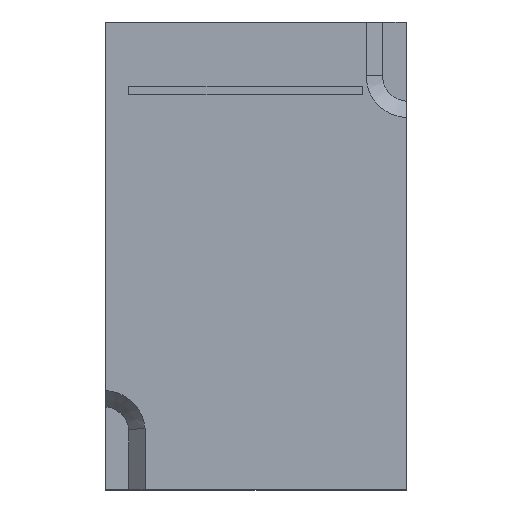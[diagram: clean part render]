
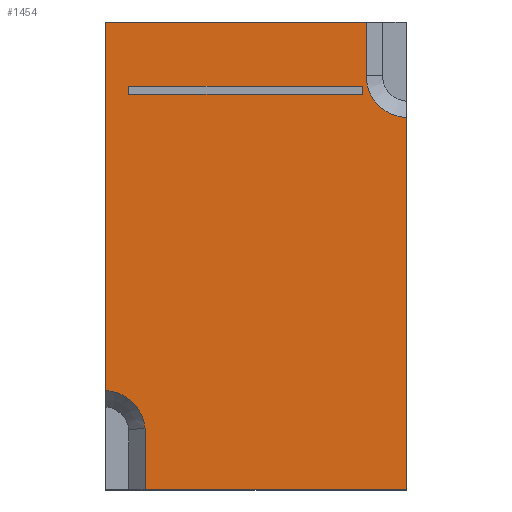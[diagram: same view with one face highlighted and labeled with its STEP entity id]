
A CAD part, top view. The second image highlights one B-rep face of the part: STEP entity #1454.
In plain terms, the highlighted planar face has unit normal (0, 0, 1).
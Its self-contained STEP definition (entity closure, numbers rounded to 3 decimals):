
#12=DIRECTION('',(0.,0.,1.));
#29=DIRECTION('',(0.,-1.,0.));
#35=VECTOR('',#36,1.);
#36=DIRECTION('',(-1.,0.,0.));
#60=VECTOR('',#29,1.);
#68=DIRECTION('',(0.,0.,-1.));
#77=DIRECTION('',(0.,1.,0.));
#115=VECTOR('',#116,1.);
#116=DIRECTION('',(1.,0.,0.));
#121=VECTOR('',#77,1.);
#161=VECTOR('',#162,1.);
#162=DIRECTION('',(0.,-1.,0.));
#168=VECTOR('',#169,1.);
#169=DIRECTION('',(-1.,0.,0.));
#175=VECTOR('',#176,1.);
#176=DIRECTION('',(0.,1.,0.));
#180=VECTOR('',#181,1.);
#181=DIRECTION('',(1.,0.,0.));
#424=DIRECTION('',(0.,0.,-1.));
#425=DIRECTION('',(-1.,0.,0.));
#468=VERTEX_POINT('',#469);
#469=CARTESIAN_POINT('',(-0.69,1.92,4.85));
#472=EDGE_CURVE('',#468,#473,#475,.T.);
#473=VERTEX_POINT('',#474);
#474=CARTESIAN_POINT('',(-0.69,-9.111,4.85));
#475=LINE('',#469,#161);
#487=EDGE_CURVE('',#488,#468,#490,.T.);
#488=VERTEX_POINT('',#489);
#489=CARTESIAN_POINT('',(7.11,1.92,4.85));
#490=LINE('',#491,#168);
#491=CARTESIAN_POINT('',(8.31,1.92,4.85));
#523=EDGE_CURVE('',#524,#526,#528,.T.);
#524=VERTEX_POINT('',#525);
#525=CARTESIAN_POINT('',(0.49,-12.08,4.85));
#526=VERTEX_POINT('',#527);
#527=CARTESIAN_POINT('',(8.31,-12.08,4.85));
#528=LINE('',#529,#180);
#529=CARTESIAN_POINT('',(-0.69,-12.08,4.85));
#574=EDGE_CURVE('',#526,#575,#577,.T.);
#575=VERTEX_POINT('',#576);
#576=CARTESIAN_POINT('',(8.31,-0.939,4.85));
#577=LINE('',#527,#175);
#1406=DIRECTION('',(0.08,0.997,0.));
#1420=DIRECTION('',(0.,-1.,0.));
#1423=CARTESIAN_POINT('',(-0.75,-10.353,4.85));
#1429=VERTEX_POINT('',#1430);
#1430=CARTESIAN_POINT('',(0.488,-10.242,4.85));
#1434=ORIENTED_EDGE('',*,*,#1435,.F.);
#1435=EDGE_CURVE('',#473,#1429,#1436,.T.);
#1436=CIRCLE('',#1437,1.243);
#1437=AXIS2_PLACEMENT_3D('',#1423,#68,#1406);
#1448=VECTOR('',#1420,1.);
#1454=ADVANCED_FACE('',(#1455,#1476),#1502,.F.);
#1455=FACE_BOUND('',#1456,.F.);
#1456=EDGE_LOOP('',(#1457,#1458,#1459,#1464,#1470,#1471,#1472,#1434));
#1457=ORIENTED_EDGE('',*,*,#472,.F.);
#1458=ORIENTED_EDGE('',*,*,#487,.F.);
#1459=ORIENTED_EDGE('',*,*,#1460,.T.);
#1460=EDGE_CURVE('',#488,#1461,#1463,.T.);
#1461=VERTEX_POINT('',#1462);
#1462=CARTESIAN_POINT('',(7.11,0.318,4.85));
#1463=LINE('',#489,#1448);
#1464=ORIENTED_EDGE('',*,*,#1465,.T.);
#1465=EDGE_CURVE('',#1461,#575,#1466,.T.);
#1466=CIRCLE('',#1467,1.24);
#1467=AXIS2_PLACEMENT_3D('',#1468,#12,#1469);
#1468=CARTESIAN_POINT('',(8.35,0.3,4.85));
#1469=DIRECTION('',(-1.,0.024,0.));
#1470=ORIENTED_EDGE('',*,*,#574,.F.);
#1471=ORIENTED_EDGE('',*,*,#523,.F.);
#1472=ORIENTED_EDGE('',*,*,#1473,.F.);
#1473=EDGE_CURVE('',#1429,#524,#1474,.T.);
#1474=LINE('',#1475,#1448);
#1475=CARTESIAN_POINT('',(0.49,-10.286,4.85));
#1476=FACE_BOUND('',#1477,.F.);
#1477=EDGE_LOOP('',(#1478,#1486,#1492,#1498));
#1478=ORIENTED_EDGE('',*,*,#1479,.F.);
#1479=EDGE_CURVE('',#1480,#1482,#1484,.T.);
#1480=VERTEX_POINT('',#1481);
#1481=CARTESIAN_POINT('',(0.,-0.25,4.85));
#1482=VERTEX_POINT('',#1483);
#1483=CARTESIAN_POINT('',(0.,0.,4.85));
#1484=LINE('',#1485,#121);
#1485=CARTESIAN_POINT('',(0.,0.96,4.85));
#1486=ORIENTED_EDGE('',*,*,#1487,.F.);
#1487=EDGE_CURVE('',#1488,#1480,#1490,.T.);
#1488=VERTEX_POINT('',#1489);
#1489=CARTESIAN_POINT('',(7.,-0.25,4.85));
#1490=LINE('',#1491,#35);
#1491=CARTESIAN_POINT('',(-0.345,-0.25,4.85));
#1492=ORIENTED_EDGE('',*,*,#1493,.F.);
#1493=EDGE_CURVE('',#1494,#1488,#1496,.T.);
#1494=VERTEX_POINT('',#1495);
#1495=CARTESIAN_POINT('',(7.,0.,4.85));
#1496=LINE('',#1497,#60);
#1497=CARTESIAN_POINT('',(7.,0.835,4.85));
#1498=ORIENTED_EDGE('',*,*,#1499,.F.);
#1499=EDGE_CURVE('',#1482,#1494,#1500,.T.);
#1500=LINE('',#1501,#115);
#1501=CARTESIAN_POINT('',(3.155,0.,4.85));
#1502=PLANE('',#1503);
#1503=AXIS2_PLACEMENT_3D('',#469,#424,#425);
